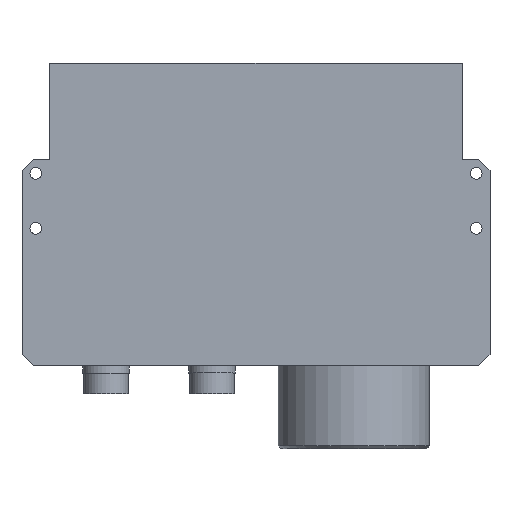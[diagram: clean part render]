
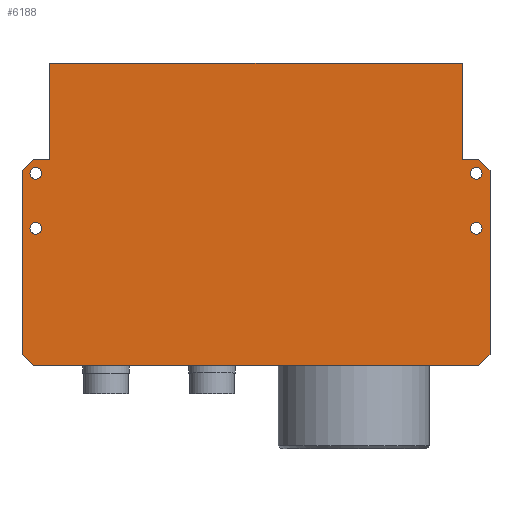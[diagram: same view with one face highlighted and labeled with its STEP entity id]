
A CAD part, top view. The second image highlights one B-rep face of the part: STEP entity #6188.
In plain terms, the highlighted planar face has unit normal (0, 0, 1).
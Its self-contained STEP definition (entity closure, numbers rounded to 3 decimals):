
#273=LINE('',#8506,#874);
#275=LINE('',#8510,#876);
#276=LINE('',#8512,#877);
#277=LINE('',#8514,#878);
#278=LINE('',#8516,#879);
#279=LINE('',#8518,#880);
#280=LINE('',#8520,#881);
#281=LINE('',#8522,#882);
#282=LINE('',#8524,#883);
#283=LINE('',#8526,#884);
#284=LINE('',#8528,#885);
#285=LINE('',#8529,#886);
#874=VECTOR('',#7107,11.314);
#876=VECTOR('',#7111,134.);
#877=VECTOR('',#7112,11.314);
#878=VECTOR('',#7113,12.);
#879=VECTOR('',#7114,70.);
#880=VECTOR('',#7115,300.);
#881=VECTOR('',#7116,70.);
#882=VECTOR('',#7117,12.);
#883=VECTOR('',#7118,11.314);
#884=VECTOR('',#7119,134.);
#885=VECTOR('',#7120,11.314);
#886=VECTOR('',#7121,324.);
#1484=PLANE('',#6588);
#1708=FACE_BOUND('',#2235,.T.);
#1709=FACE_BOUND('',#2236,.T.);
#1710=FACE_BOUND('',#2237,.T.);
#1711=FACE_BOUND('',#2238,.T.);
#1838=FACE_OUTER_BOUND('',#2234,.T.);
#2234=EDGE_LOOP('',(#4377,#4378,#4379,#4380,#4381,#4382,#4383,#4384,#4385,
#4386,#4387,#4388));
#2235=EDGE_LOOP('',(#4389));
#2236=EDGE_LOOP('',(#4390));
#2237=EDGE_LOOP('',(#4391));
#2238=EDGE_LOOP('',(#4392));
#2667=CIRCLE('',#6589,4.25);
#2668=CIRCLE('',#6590,4.25);
#2669=CIRCLE('',#6591,4.25);
#2670=CIRCLE('',#6592,4.25);
#2814=VERTEX_POINT('',#8503);
#2815=VERTEX_POINT('',#8505);
#2816=VERTEX_POINT('',#8509);
#2817=VERTEX_POINT('',#8511);
#2818=VERTEX_POINT('',#8513);
#2819=VERTEX_POINT('',#8515);
#2820=VERTEX_POINT('',#8517);
#2821=VERTEX_POINT('',#8519);
#2822=VERTEX_POINT('',#8521);
#2823=VERTEX_POINT('',#8523);
#2824=VERTEX_POINT('',#8525);
#2825=VERTEX_POINT('',#8527);
#2826=VERTEX_POINT('',#8530);
#2827=VERTEX_POINT('',#8532);
#2828=VERTEX_POINT('',#8534);
#2829=VERTEX_POINT('',#8536);
#3433=EDGE_CURVE('',#2814,#2815,#273,.T.);
#3435=EDGE_CURVE('',#2814,#2816,#275,.T.);
#3436=EDGE_CURVE('',#2817,#2816,#276,.T.);
#3437=EDGE_CURVE('',#2817,#2818,#277,.T.);
#3438=EDGE_CURVE('',#2818,#2819,#278,.T.);
#3439=EDGE_CURVE('',#2819,#2820,#279,.T.);
#3440=EDGE_CURVE('',#2820,#2821,#280,.T.);
#3441=EDGE_CURVE('',#2821,#2822,#281,.T.);
#3442=EDGE_CURVE('',#2823,#2822,#282,.T.);
#3443=EDGE_CURVE('',#2823,#2824,#283,.T.);
#3444=EDGE_CURVE('',#2825,#2824,#284,.T.);
#3445=EDGE_CURVE('',#2825,#2815,#285,.T.);
#3446=EDGE_CURVE('',#2826,#2826,#2667,.T.);
#3447=EDGE_CURVE('',#2827,#2827,#2668,.T.);
#3448=EDGE_CURVE('',#2828,#2828,#2669,.T.);
#3449=EDGE_CURVE('',#2829,#2829,#2670,.T.);
#4377=ORIENTED_EDGE('',*,*,#3433,.F.);
#4378=ORIENTED_EDGE('',*,*,#3435,.T.);
#4379=ORIENTED_EDGE('',*,*,#3436,.F.);
#4380=ORIENTED_EDGE('',*,*,#3437,.T.);
#4381=ORIENTED_EDGE('',*,*,#3438,.T.);
#4382=ORIENTED_EDGE('',*,*,#3439,.T.);
#4383=ORIENTED_EDGE('',*,*,#3440,.T.);
#4384=ORIENTED_EDGE('',*,*,#3441,.T.);
#4385=ORIENTED_EDGE('',*,*,#3442,.F.);
#4386=ORIENTED_EDGE('',*,*,#3443,.T.);
#4387=ORIENTED_EDGE('',*,*,#3444,.F.);
#4388=ORIENTED_EDGE('',*,*,#3445,.T.);
#4389=ORIENTED_EDGE('',*,*,#3446,.T.);
#4390=ORIENTED_EDGE('',*,*,#3447,.T.);
#4391=ORIENTED_EDGE('',*,*,#3448,.T.);
#4392=ORIENTED_EDGE('',*,*,#3449,.T.);
#6188=ADVANCED_FACE('',(#1838,#1708,#1709,#1710,#1711),#1484,.T.);
#6588=AXIS2_PLACEMENT_3D('',#8508,#7109,#7110);
#6589=AXIS2_PLACEMENT_3D('',#8531,#7122,#7123);
#6590=AXIS2_PLACEMENT_3D('',#8533,#7124,#7125);
#6591=AXIS2_PLACEMENT_3D('',#8535,#7126,#7127);
#6592=AXIS2_PLACEMENT_3D('',#8537,#7128,#7129);
#7107=DIRECTION('',(-0.707,-0.707,0.));
#7109=DIRECTION('center_axis',(0.,0.,1.));
#7110=DIRECTION('ref_axis',(1.,0.,0.));
#7111=DIRECTION('',(0.,1.,0.));
#7112=DIRECTION('',(0.707,-0.707,0.));
#7113=DIRECTION('',(-1.,0.,0.));
#7114=DIRECTION('',(0.,1.,0.));
#7115=DIRECTION('',(-1.,0.,0.));
#7116=DIRECTION('',(0.,-1.,0.));
#7117=DIRECTION('',(-1.,0.,0.));
#7118=DIRECTION('',(0.707,0.707,0.));
#7119=DIRECTION('',(0.,-1.,0.));
#7120=DIRECTION('',(-0.707,0.707,0.));
#7121=DIRECTION('',(1.,0.,0.));
#7122=DIRECTION('center_axis',(0.,0.,-1.));
#7123=DIRECTION('ref_axis',(-1.,0.,0.));
#7124=DIRECTION('center_axis',(0.,0.,-1.));
#7125=DIRECTION('ref_axis',(-1.,0.,0.));
#7126=DIRECTION('center_axis',(0.,0.,-1.));
#7127=DIRECTION('ref_axis',(-1.,0.,0.));
#7128=DIRECTION('center_axis',(0.,0.,-1.));
#7129=DIRECTION('ref_axis',(-1.,0.,0.));
#8503=CARTESIAN_POINT('',(170.,-112.,152.5));
#8505=CARTESIAN_POINT('',(162.,-120.,152.5));
#8506=CARTESIAN_POINT('',(153.5,-128.5,152.5));
#8508=CARTESIAN_POINT('Origin',(0.,0.,152.5));
#8509=CARTESIAN_POINT('',(170.,22.,152.5));
#8510=CARTESIAN_POINT('',(170.,-120.,152.5));
#8511=CARTESIAN_POINT('',(162.,30.,152.5));
#8512=CARTESIAN_POINT('',(131.,61.,152.5));
#8513=CARTESIAN_POINT('',(150.,30.,152.5));
#8514=CARTESIAN_POINT('',(170.,30.,152.5));
#8515=CARTESIAN_POINT('',(150.,100.,152.5));
#8516=CARTESIAN_POINT('',(150.,-100.,152.5));
#8517=CARTESIAN_POINT('',(-150.,100.,152.5));
#8518=CARTESIAN_POINT('',(150.,100.,152.5));
#8519=CARTESIAN_POINT('',(-150.,30.,152.5));
#8520=CARTESIAN_POINT('',(-150.,100.,152.5));
#8521=CARTESIAN_POINT('',(-162.,30.,152.5));
#8522=CARTESIAN_POINT('',(-150.,30.,152.5));
#8523=CARTESIAN_POINT('',(-170.,22.,152.5));
#8524=CARTESIAN_POINT('',(-131.,61.,152.5));
#8525=CARTESIAN_POINT('',(-170.,-112.,152.5));
#8526=CARTESIAN_POINT('',(-170.,30.,152.5));
#8527=CARTESIAN_POINT('',(-162.,-120.,152.5));
#8528=CARTESIAN_POINT('',(-153.5,-128.5,152.5));
#8529=CARTESIAN_POINT('',(-170.,-120.,152.5));
#8530=CARTESIAN_POINT('',(164.25,20.,152.5));
#8531=CARTESIAN_POINT('Origin',(160.,20.,152.5));
#8532=CARTESIAN_POINT('',(164.25,-20.,152.5));
#8533=CARTESIAN_POINT('Origin',(160.,-20.,152.5));
#8534=CARTESIAN_POINT('',(-155.75,20.,152.5));
#8535=CARTESIAN_POINT('Origin',(-160.,20.,152.5));
#8536=CARTESIAN_POINT('',(-155.75,-20.,152.5));
#8537=CARTESIAN_POINT('Origin',(-160.,-20.,152.5));
